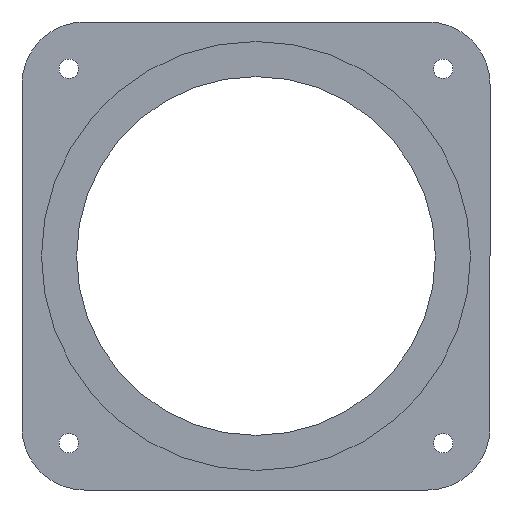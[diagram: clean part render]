
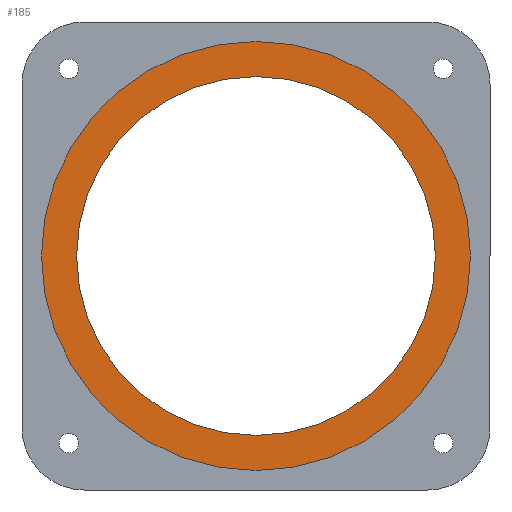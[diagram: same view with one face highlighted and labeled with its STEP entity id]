
A CAD part, front view. The second image highlights one B-rep face of the part: STEP entity #185.
In plain terms, the highlighted planar face has unit normal (0, -1, 0).
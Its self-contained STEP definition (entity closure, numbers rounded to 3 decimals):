
#11 = ORIENTED_EDGE ( 'NONE', *, *, #252, .T. ) ;
#24 = CARTESIAN_POINT ( 'NONE',  ( 0., 4.5, 0. ) ) ;
#31 = CARTESIAN_POINT ( 'NONE',  ( 0., 4.5, -23. ) ) ;
#42 = DIRECTION ( 'NONE',  ( 0., 1., 0. ) ) ;
#63 = CARTESIAN_POINT ( 'NONE',  ( 0., 4.5, 23. ) ) ;
#67 = EDGE_CURVE ( 'NONE', #300, #890, #767, .T. ) ;
#79 = CIRCLE ( 'NONE', #541, 23. ) ;
#97 = DIRECTION ( 'NONE',  ( 0., -1., 0. ) ) ;
#98 = PLANE ( 'NONE',  #795 ) ;
#103 = EDGE_LOOP ( 'NONE', ( #11, #506 ) ) ;
#108 = CARTESIAN_POINT ( 'NONE',  ( 0., 4.5, 0. ) ) ;
#120 = FACE_OUTER_BOUND ( 'NONE', #103, .T. ) ;
#140 = DIRECTION ( 'NONE',  ( 0., 0., 1. ) ) ;
#166 = DIRECTION ( 'NONE',  ( 0., -1., 0. ) ) ;
#170 = VERTEX_POINT ( 'NONE', #31 ) ;
#181 = CARTESIAN_POINT ( 'NONE',  ( 0., 4.5, 0. ) ) ;
#185 = ADVANCED_FACE ( 'NONE', ( #377, #120 ), #98, .T. ) ;
#214 = DIRECTION ( 'NONE',  ( 0., 0., -1. ) ) ;
#252 = EDGE_CURVE ( 'NONE', #890, #300, #280, .T. ) ;
#280 = CIRCLE ( 'NONE', #443, 27.5 ) ;
#300 = VERTEX_POINT ( 'NONE', #325 ) ;
#305 = CARTESIAN_POINT ( 'NONE',  ( 0., 4.5, 0. ) ) ;
#325 = CARTESIAN_POINT ( 'NONE',  ( 0., 4.5, 27.5 ) ) ;
#327 = ORIENTED_EDGE ( 'NONE', *, *, #762, .T. ) ;
#357 = CARTESIAN_POINT ( 'NONE',  ( 0., 4.5, 0. ) ) ;
#377 = FACE_BOUND ( 'NONE', #576, .T. ) ;
#395 = VERTEX_POINT ( 'NONE', #63 ) ;
#438 = ORIENTED_EDGE ( 'NONE', *, *, #493, .T. ) ;
#443 = AXIS2_PLACEMENT_3D ( 'NONE', #181, #530, #670 ) ;
#455 = DIRECTION ( 'NONE',  ( 0., 0., -1. ) ) ;
#459 = CARTESIAN_POINT ( 'NONE',  ( 0., 4.5, -27.5 ) ) ;
#493 = EDGE_CURVE ( 'NONE', #395, #170, #840, .T. ) ;
#506 = ORIENTED_EDGE ( 'NONE', *, *, #67, .T. ) ;
#530 = DIRECTION ( 'NONE',  ( 0., -1., 0. ) ) ;
#541 = AXIS2_PLACEMENT_3D ( 'NONE', #108, #42, #585 ) ;
#576 = EDGE_LOOP ( 'NONE', ( #327, #438 ) ) ;
#585 = DIRECTION ( 'NONE',  ( 0., 0., 1. ) ) ;
#639 = DIRECTION ( 'NONE',  ( 0., 1., 0. ) ) ;
#670 = DIRECTION ( 'NONE',  ( 0., 0., -1. ) ) ;
#730 = AXIS2_PLACEMENT_3D ( 'NONE', #357, #639, #140 ) ;
#760 = AXIS2_PLACEMENT_3D ( 'NONE', #24, #97, #214 ) ;
#762 = EDGE_CURVE ( 'NONE', #170, #395, #79, .T. ) ;
#767 = CIRCLE ( 'NONE', #760, 27.5 ) ;
#795 = AXIS2_PLACEMENT_3D ( 'NONE', #305, #166, #455 ) ;
#840 = CIRCLE ( 'NONE', #730, 23. ) ;
#890 = VERTEX_POINT ( 'NONE', #459 ) ;
